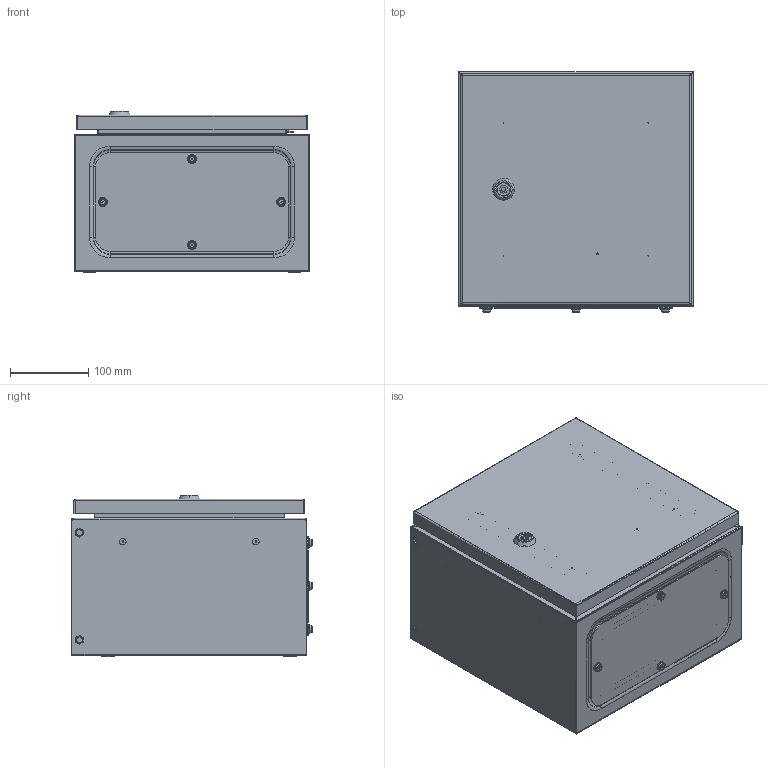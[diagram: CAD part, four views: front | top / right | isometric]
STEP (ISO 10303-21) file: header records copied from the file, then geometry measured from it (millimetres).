
FILE_DESCRIPTION (( 'STEP AP214' ), '1' );
FILE_NAME ('IP-303020_stp.step', '2025-04-28T11:13:58', ( '' ), ( '' ), 'SwSTEP 2.0', 'SolidWorks 2023', '' );
FILE_SCHEMA (( 'AUTOMOTIVE_DESIGN' ));
Length unit declared in the file: millimetre
Products named in the file (1): IP-303020_stp
Bounding box: 301.4 x 306.8 x 206.5 mm (x, y, z)
Volume: 784861.3 mm3; surface area: 1176225.4 mm2
Topology: 49 solids, 50 shells, 2123 faces, 5189 edges, 3222 vertices
Faces by surface type: plane 1053, cylinder 564, cone 408, torus 50, bspline 48
Entity records: 65646 total; most frequent: CARTESIAN_POINT 14817, DIRECTION 10575, ORIENTED_EDGE 10378, EDGE_CURVE 5189, AXIS2_PLACEMENT_3D 3820, VERTEX_POINT 3222, LINE 2935, VECTOR 2935
